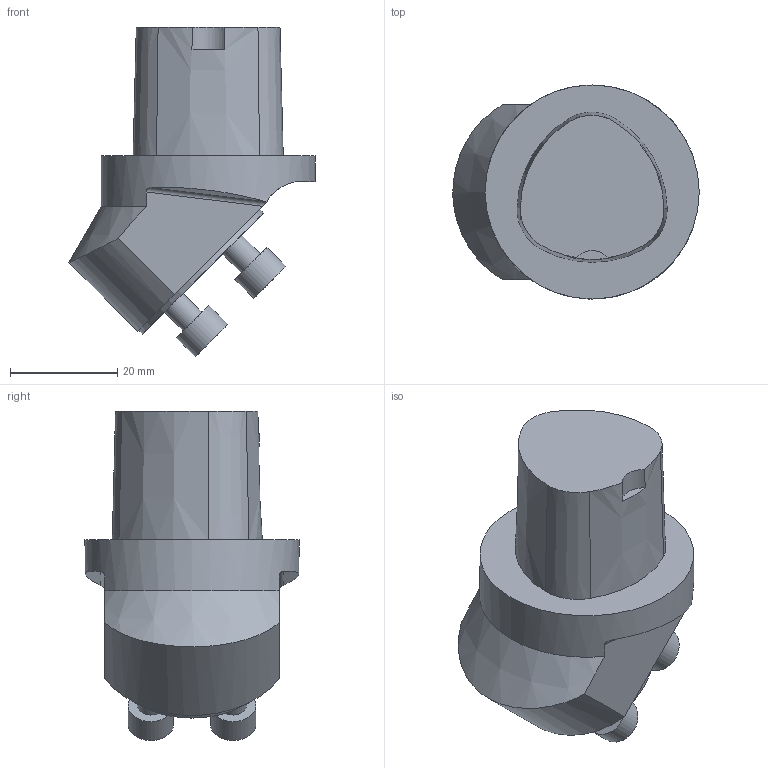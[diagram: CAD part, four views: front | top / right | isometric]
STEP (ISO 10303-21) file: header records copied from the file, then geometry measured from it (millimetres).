
FILE_DESCRIPTION(/* description */ (''),/* implementation_level */ '2;1');
FILE_NAME(/* name */ '1524134394877.stp',/* time_stamp */ '2018-04-19T12:40:04+02:00',/* author */ (''),/* organization */ ('SMS'),/* preprocessor_version */ 'ST-DEVELOPER v15',/* originating_system */ 'SIEMENS PLM Software NX 8.5',/* authorisation */ '');
FILE_SCHEMA (('AUTOMOTIVE_DESIGN { 1 0 10303 214 3 1 1 1 }'));
Length unit declared in the file: millimetre
Products named in the file (1): 112029991mod000_00
Bounding box: 46.05 x 40 x 61.52 mm (x, y, z)
Volume: 39771.4 mm3; surface area: 8436.9 mm2
Topology: 1 solids, 1 shells, 40 faces, 84 edges, 59 vertices
Faces by surface type: plane 18, cylinder 15, cone 7
Full cylindrical faces by diameter (mm): 5 x4, 8.5 x4, 32 x1, 40 x1
Entity records: 1155 total; most frequent: CARTESIAN_POINT 256, DIRECTION 190, ORIENTED_EDGE 146, AXIS2_PLACEMENT_3D 86, EDGE_CURVE 73, EDGE_LOOP 60, VERTEX_POINT 55, ADVANCED_FACE 40
